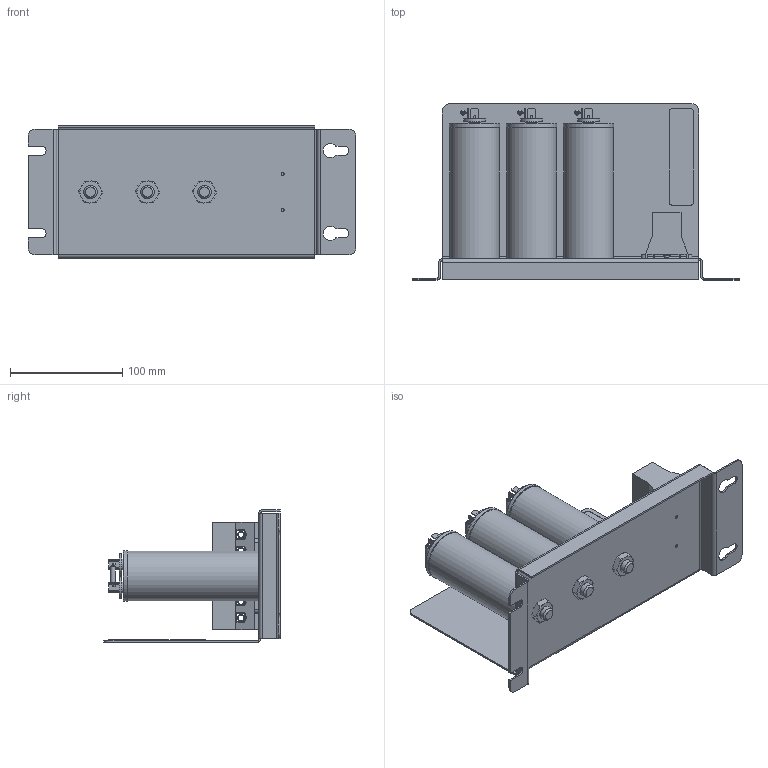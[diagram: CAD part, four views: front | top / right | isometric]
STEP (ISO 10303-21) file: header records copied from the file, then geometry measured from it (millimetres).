
FILE_DESCRIPTION(/* description */ (''),/* implementation_level */ '2;1');
FILE_NAME(/* name */ 'KPCUL004C62.stp',/* time_stamp */ '2022-05-26T10:23:56-05:00',/* author */ ('DWROBLEW'),/* organization */ (''),/* preprocessor_version */ 'ST-DEVELOPER v17.2',/* originating_system */ 'Autodesk Inventor 2019',/* authorisation */ '');
FILE_SCHEMA (('AUTOMOTIVE_DESIGN { 1 0 10303 214 3 1 1 }'));
Length unit declared in the file: inch
Products named in the file (9): KPCUL004C62; KPC PANEL-Revised; 19324; 23837; 26671; 26791; 26791_1; 90695A115_CLASS 04 STEEL THIN HEX NUT - DIN 439B M12; 95060A411_TYPE 18-8 SS EXTERNAL-TOOTH LOCK WASHER M12
Assembly tree (11 placements, depth 3):
  KPCUL004C62
    KPC PANEL-Revised
    19324
    23837
    26671  x2
    26791  x3
      26791_1
      90695A115_CLASS 04 STEEL THIN HEX NUT - DIN 439B M12
      95060A411_TYPE 18-8 SS EXTERNAL-TOOTH LOCK WASHER M12
Bounding box: 292.2 x 157.14 x 118.21 mm (x, y, z)
Volume: 758584.6 mm3; surface area: 269960.4 mm2
Topology: 30 solids, 30 shells, 1417 faces, 3621 edges, 2335 vertices
Faces by surface type: plane 789, cylinder 370, bspline 168, cone 53, torus 37
Full cylindrical faces by diameter (mm): 0.762 x12, 1.211 x3, 1.22 x6, 1.861 x6, 2.642 x14, 2.794 x3, 3.505 x2, 3.962 x5, 4.47 x3, 4.898 x5, 5.08 x12, 5.083 x1, 6.124 x5, 6.35 x3, 6.375 x12, 6.379 x1, 6.858 x2, 7.341 x5, 9.652 x6, 9.727 x3, 11.989 x3, 12 x6, 12.7 x3, 13 x3, 15.771 x3, 15.827 x3, 19.05 x6, 44.45 x6, 45.212 x3
Entity records: 28880 total; most frequent: CARTESIAN_POINT 6647, ORIENTED_EDGE 4502, DIRECTION 4444, EDGE_CURVE 2251, LINE 1548, VECTOR 1548, VERTEX_POINT 1456, AXIS2_PLACEMENT_3D 1448
